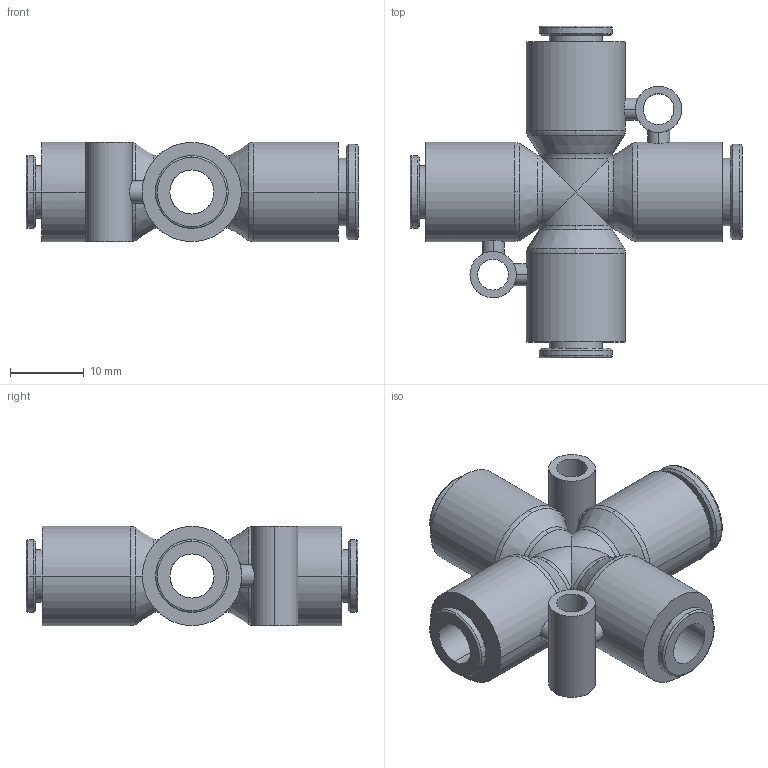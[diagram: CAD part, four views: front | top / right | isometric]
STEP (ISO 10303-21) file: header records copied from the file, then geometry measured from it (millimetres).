
FILE_DESCRIPTION(('STEP AP214'),'1');
FILE_NAME('3107_08_06.stp','2016-07-07T14:57:54',('TraceParts'),('TraceParts S.A.'),'Spatial InterOp 3D',' ',' ');
FILE_SCHEMA(('automotive_design'));
Length unit declared in the file: millimetre
Products named in the file (1): 1
Bounding box: 45.16 x 45.11 x 13.5 mm (x, y, z)
Volume: 7532.3 mm3; surface area: 6501.5 mm2
Topology: 1 solids, 1 shells, 114 faces, 306 edges, 198 vertices
Faces by surface type: cylinder 56, torus 24, plane 18, cone 16
Entity records: 4225 total; most frequent: CARTESIAN_POINT 1211, DIRECTION 696, ORIENTED_EDGE 612, AXIS2_PLACEMENT_3D 311, EDGE_CURVE 306, VERTEX_POINT 198, CIRCLE 184, EDGE_LOOP 132
